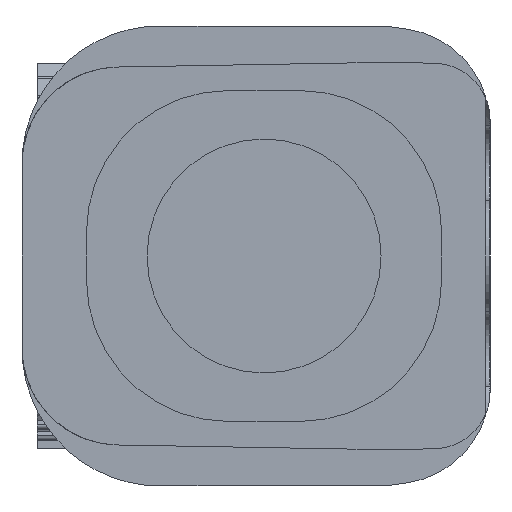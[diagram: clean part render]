
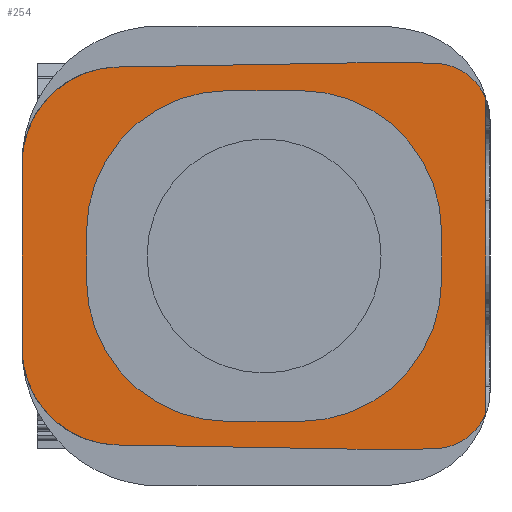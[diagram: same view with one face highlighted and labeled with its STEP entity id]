
A CAD part, left-side view. The second image highlights one B-rep face of the part: STEP entity #254.
In plain terms, the highlighted planar face has unit normal (-1, 0, 0).
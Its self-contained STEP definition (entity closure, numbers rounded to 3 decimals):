
#254 = ADVANCED_FACE( '', ( #676, #677 ), #678, .F. );
#676 = FACE_BOUND( '', #1265, .T. );
#677 = FACE_OUTER_BOUND( '', #1266, .T. );
#678 = PLANE( '', #1267 );
#1265 = EDGE_LOOP( '', ( #2792, #2793, #2794, #2795, #2796, #2797, #2798, #2799 ) );
#1266 = EDGE_LOOP( '', ( #2800, #2801, #2802, #2803, #2804, #2805, #2806, #2807, #2808, #2809 ) );
#1267 = AXIS2_PLACEMENT_3D( '', #2810, #2811, #2812 );
#2792 = ORIENTED_EDGE( '', *, *, #4631, .T. );
#2793 = ORIENTED_EDGE( '', *, *, #4632, .T. );
#2794 = ORIENTED_EDGE( '', *, *, #4633, .T. );
#2795 = ORIENTED_EDGE( '', *, *, #4634, .T. );
#2796 = ORIENTED_EDGE( '', *, *, #4635, .T. );
#2797 = ORIENTED_EDGE( '', *, *, #4636, .T. );
#2798 = ORIENTED_EDGE( '', *, *, #4637, .T. );
#2799 = ORIENTED_EDGE( '', *, *, #4638, .T. );
#2800 = ORIENTED_EDGE( '', *, *, #4614, .F. );
#2801 = ORIENTED_EDGE( '', *, *, #4370, .T. );
#2802 = ORIENTED_EDGE( '', *, *, #4381, .F. );
#2803 = ORIENTED_EDGE( '', *, *, #4623, .F. );
#2804 = ORIENTED_EDGE( '', *, *, #4627, .F. );
#2805 = ORIENTED_EDGE( '', *, *, #4628, .F. );
#2806 = ORIENTED_EDGE( '', *, *, #4414, .F. );
#2807 = ORIENTED_EDGE( '', *, *, #4421, .F. );
#2808 = ORIENTED_EDGE( '', *, *, #4392, .F. );
#2809 = ORIENTED_EDGE( '', *, *, #4624, .F. );
#2810 = CARTESIAN_POINT( '', ( 0., -2.1, 1.689 ) );
#2811 = DIRECTION( '', ( 1., 0., 0. ) );
#2812 = DIRECTION( '', ( 0., 0., -1. ) );
#4370 = EDGE_CURVE( '', #5422, #5420, #5423, .T. );
#4381 = EDGE_CURVE( '', #5442, #5420, #5443, .T. );
#4392 = EDGE_CURVE( '', #5457, #5459, #5460, .T. );
#4414 = EDGE_CURVE( '', #5495, #5497, #5498, .T. );
#4421 = EDGE_CURVE( '', #5459, #5495, #5507, .T. );
#4614 = EDGE_CURVE( '', #5422, #5852, #5853, .T. );
#4623 = EDGE_CURVE( '', #5864, #5442, #5866, .T. );
#4624 = EDGE_CURVE( '', #5852, #5457, #5867, .T. );
#4627 = EDGE_CURVE( '', #5870, #5864, #5872, .T. );
#4628 = EDGE_CURVE( '', #5497, #5870, #5873, .T. );
#4631 = EDGE_CURVE( '', #5876, #5877, #5878, .T. );
#4632 = EDGE_CURVE( '', #5877, #5879, #5880, .T. );
#4633 = EDGE_CURVE( '', #5879, #5881, #5882, .T. );
#4634 = EDGE_CURVE( '', #5881, #5883, #5884, .T. );
#4635 = EDGE_CURVE( '', #5883, #5885, #5886, .T. );
#4636 = EDGE_CURVE( '', #5885, #5887, #5888, .T. );
#4637 = EDGE_CURVE( '', #5887, #5889, #5890, .T. );
#4638 = EDGE_CURVE( '', #5889, #5876, #5891, .T. );
#5420 = VERTEX_POINT( '', #7078 );
#5422 = VERTEX_POINT( '', #7081 );
#5423 = LINE( '', #7082, #7083 );
#5442 = VERTEX_POINT( '', #7112 );
#5443 = CIRCLE( '', #7113, 0.7 );
#5457 = VERTEX_POINT( '', #7134 );
#5459 = VERTEX_POINT( '', #7137 );
#5460 = LINE( '', #7138, #7139 );
#5495 = VERTEX_POINT( '', #7197 );
#5497 = VERTEX_POINT( '', #7200 );
#5498 = LINE( '', #7201, #7202 );
#5507 = CIRCLE( '', #7221, 1.2 );
#5852 = VERTEX_POINT( '', #7700 );
#5853 = CIRCLE( '', #7701, 0.7 );
#5864 = VERTEX_POINT( '', #7719 );
#5866 = LINE( '', #7722, #7723 );
#5867 = LINE( '', #7724, #7725 );
#5870 = VERTEX_POINT( '', #7729 );
#5872 = LINE( '', #7732, #7733 );
#5873 = CIRCLE( '', #7734, 1.2 );
#5876 = VERTEX_POINT( '', #7737 );
#5877 = VERTEX_POINT( '', #7738 );
#5878 = CIRCLE( '', #7739, 1.75 );
#5879 = VERTEX_POINT( '', #7740 );
#5880 = LINE( '', #7741, #7742 );
#5881 = VERTEX_POINT( '', #7743 );
#5882 = CIRCLE( '', #7744, 1.75 );
#5883 = VERTEX_POINT( '', #7745 );
#5884 = LINE( '', #7746, #7747 );
#5885 = VERTEX_POINT( '', #7748 );
#5886 = CIRCLE( '', #7749, 1.75 );
#5887 = VERTEX_POINT( '', #7750 );
#5888 = LINE( '', #7751, #7752 );
#5889 = VERTEX_POINT( '', #7753 );
#5890 = CIRCLE( '', #7754, 1.75 );
#5891 = LINE( '', #7755, #7756 );
#7078 = CARTESIAN_POINT( '', ( 0., -2.75, 1.949 ) );
#7081 = CARTESIAN_POINT( '', ( 0., -2.75, -1.949 ) );
#7082 = CARTESIAN_POINT( '', ( 0., -2.75, 1.689 ) );
#7083 = VECTOR( '', #8780, 1000. );
#7112 = CARTESIAN_POINT( '', ( 0., -2.112, 2.389 ) );
#7113 = AXIS2_PLACEMENT_3D( '', #8791, #8792, #8793 );
#7134 = CARTESIAN_POINT( '', ( 0., -1.5, -2.4 ) );
#7137 = CARTESIAN_POINT( '', ( 0., 1.821, -2.342 ) );
#7138 = CARTESIAN_POINT( '', ( 0., -1.5, -2.4 ) );
#7139 = VECTOR( '', #8808, 1000. );
#7197 = CARTESIAN_POINT( '', ( 0., 3., -1.142 ) );
#7200 = CARTESIAN_POINT( '', ( 0., 3., 1.142 ) );
#7201 = CARTESIAN_POINT( '', ( 0., 3., -1.142 ) );
#7202 = VECTOR( '', #8835, 1000. );
#7221 = AXIS2_PLACEMENT_3D( '', #8845, #8846, #8847 );
#7700 = CARTESIAN_POINT( '', ( 0., -2.112, -2.389 ) );
#7701 = AXIS2_PLACEMENT_3D( '', #9171, #9172, #9173 );
#7719 = CARTESIAN_POINT( '', ( 0., -1.5, 2.4 ) );
#7722 = CARTESIAN_POINT( '', ( 0., -1.5, 2.4 ) );
#7723 = VECTOR( '', #9182, 1000. );
#7724 = CARTESIAN_POINT( '', ( 0., -2.112, -2.389 ) );
#7725 = VECTOR( '', #9183, 1000. );
#7729 = CARTESIAN_POINT( '', ( 0., 1.821, 2.342 ) );
#7732 = CARTESIAN_POINT( '', ( 0., 1.821, 2.342 ) );
#7733 = VECTOR( '', #9186, 1000. );
#7734 = AXIS2_PLACEMENT_3D( '', #9187, #9188, #9189 );
#7737 = CARTESIAN_POINT( '', ( 0., 2.2, 0.3 ) );
#7738 = CARTESIAN_POINT( '', ( 0., 0.45, 2.05 ) );
#7739 = AXIS2_PLACEMENT_3D( '', #9196, #9197, #9198 );
#7740 = CARTESIAN_POINT( '', ( 0., -0.45, 2.05 ) );
#7741 = CARTESIAN_POINT( '', ( 0., 0.45, 2.05 ) );
#7742 = VECTOR( '', #9199, 1000. );
#7743 = CARTESIAN_POINT( '', ( 0., -2.2, 0.3 ) );
#7744 = AXIS2_PLACEMENT_3D( '', #9200, #9201, #9202 );
#7745 = CARTESIAN_POINT( '', ( 0., -2.2, -0.3 ) );
#7746 = CARTESIAN_POINT( '', ( 0., -2.2, 0.3 ) );
#7747 = VECTOR( '', #9203, 1000. );
#7748 = CARTESIAN_POINT( '', ( 0., -0.45, -2.05 ) );
#7749 = AXIS2_PLACEMENT_3D( '', #9204, #9205, #9206 );
#7750 = CARTESIAN_POINT( '', ( 0., 0.45, -2.05 ) );
#7751 = CARTESIAN_POINT( '', ( 0., -0.45, -2.05 ) );
#7752 = VECTOR( '', #9207, 1000. );
#7753 = CARTESIAN_POINT( '', ( 0., 2.2, -0.3 ) );
#7754 = AXIS2_PLACEMENT_3D( '', #9208, #9209, #9210 );
#7755 = CARTESIAN_POINT( '', ( 0., 2.2, -0.3 ) );
#7756 = VECTOR( '', #9211, 1000. );
#8780 = DIRECTION( '', ( 0., 0., 1. ) );
#8791 = CARTESIAN_POINT( '', ( 0., -2.1, 1.689 ) );
#8792 = DIRECTION( '', ( 1., 0., 0. ) );
#8793 = DIRECTION( '', ( 0., 0., -1. ) );
#8808 = DIRECTION( '', ( 0., 1., 0.017 ) );
#8835 = DIRECTION( '', ( 0., 0., 1. ) );
#8845 = CARTESIAN_POINT( '', ( 0., 1.8, -1.142 ) );
#8846 = DIRECTION( '', ( 1., 0., 0. ) );
#8847 = DIRECTION( '', ( 0., 0., -1. ) );
#9171 = CARTESIAN_POINT( '', ( 0., -2.1, -1.689 ) );
#9172 = DIRECTION( '', ( 1., 0., 0. ) );
#9173 = DIRECTION( '', ( 0., 0., -1. ) );
#9182 = DIRECTION( '', ( 0., -1., -0.017 ) );
#9183 = DIRECTION( '', ( 0., 1., -0.017 ) );
#9186 = DIRECTION( '', ( 0., -1., 0.017 ) );
#9187 = CARTESIAN_POINT( '', ( 0., 1.8, 1.142 ) );
#9188 = DIRECTION( '', ( 1., 0., 0. ) );
#9189 = DIRECTION( '', ( 0., 0., -1. ) );
#9196 = CARTESIAN_POINT( '', ( 0., 0.45, 0.3 ) );
#9197 = DIRECTION( '', ( 1., 0., 0. ) );
#9198 = DIRECTION( '', ( 0., 0., -1. ) );
#9199 = DIRECTION( '', ( 0., -1., 0. ) );
#9200 = CARTESIAN_POINT( '', ( 0., -0.45, 0.3 ) );
#9201 = DIRECTION( '', ( 1., 0., 0. ) );
#9202 = DIRECTION( '', ( 0., 0., -1. ) );
#9203 = DIRECTION( '', ( 0., 0., -1. ) );
#9204 = CARTESIAN_POINT( '', ( 0., -0.45, -0.3 ) );
#9205 = DIRECTION( '', ( 1., 0., 0. ) );
#9206 = DIRECTION( '', ( 0., 0., -1. ) );
#9207 = DIRECTION( '', ( 0., 1., 0. ) );
#9208 = CARTESIAN_POINT( '', ( 0., 0.45, -0.3 ) );
#9209 = DIRECTION( '', ( 1., 0., 0. ) );
#9210 = DIRECTION( '', ( 0., 0., -1. ) );
#9211 = DIRECTION( '', ( 0., 0., 1. ) );
